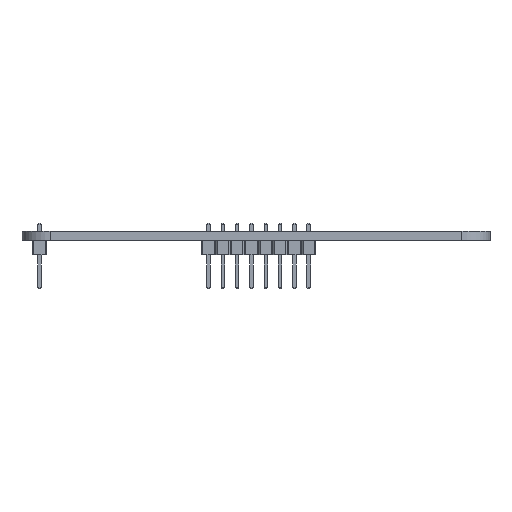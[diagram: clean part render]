
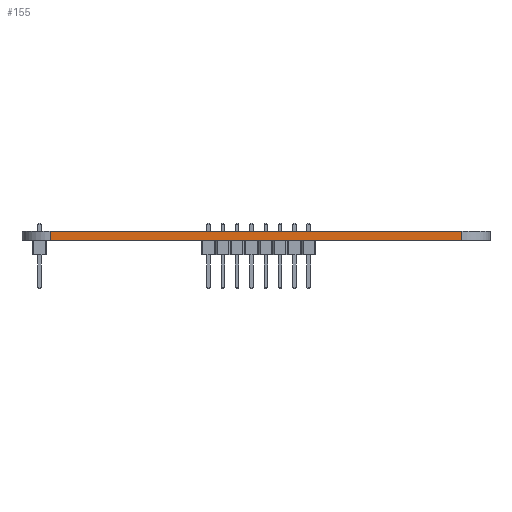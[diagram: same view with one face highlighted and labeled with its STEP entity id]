
A CAD part, left-side view. The second image highlights one B-rep face of the part: STEP entity #155.
In plain terms, the highlighted planar face has unit normal (-1, 0, 0).
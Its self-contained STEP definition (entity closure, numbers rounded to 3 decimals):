
#93 = EDGE_CURVE('',#94,#96,#98,.T.);
#94 = VERTEX_POINT('',#95);
#95 = CARTESIAN_POINT('',(40.,-118.,0.));
#96 = VERTEX_POINT('',#97);
#97 = CARTESIAN_POINT('',(40.,-118.,-1.6));
#98 = LINE('',#99,#100);
#99 = CARTESIAN_POINT('',(40.,-118.,0.));
#100 = VECTOR('',#101,1.);
#101 = DIRECTION('',(0.,0.,-1.));
#155 = ADVANCED_FACE('',(#156),#181,.T.);
#156 = FACE_BOUND('',#157,.T.);
#157 = EDGE_LOOP('',(#158,#168,#174,#175));
#158 = ORIENTED_EDGE('',*,*,#159,.T.);
#159 = EDGE_CURVE('',#160,#162,#164,.T.);
#160 = VERTEX_POINT('',#161);
#161 = CARTESIAN_POINT('',(40.,-45.,0.));
#162 = VERTEX_POINT('',#163);
#163 = CARTESIAN_POINT('',(40.,-45.,-1.6));
#164 = LINE('',#165,#166);
#165 = CARTESIAN_POINT('',(40.,-45.,0.));
#166 = VECTOR('',#167,1.);
#167 = DIRECTION('',(0.,0.,-1.));
#168 = ORIENTED_EDGE('',*,*,#169,.T.);
#169 = EDGE_CURVE('',#162,#96,#170,.T.);
#170 = LINE('',#171,#172);
#171 = CARTESIAN_POINT('',(40.,-45.,-1.6));
#172 = VECTOR('',#173,1.);
#173 = DIRECTION('',(0.,-1.,0.));
#174 = ORIENTED_EDGE('',*,*,#93,.F.);
#175 = ORIENTED_EDGE('',*,*,#176,.F.);
#176 = EDGE_CURVE('',#160,#94,#177,.T.);
#177 = LINE('',#178,#179);
#178 = CARTESIAN_POINT('',(40.,-45.,0.));
#179 = VECTOR('',#180,1.);
#180 = DIRECTION('',(0.,-1.,0.));
#181 = PLANE('',#182);
#182 = AXIS2_PLACEMENT_3D('',#183,#184,#185);
#183 = CARTESIAN_POINT('',(40.,-45.,0.));
#184 = DIRECTION('',(-1.,0.,0.));
#185 = DIRECTION('',(0.,-1.,0.));
